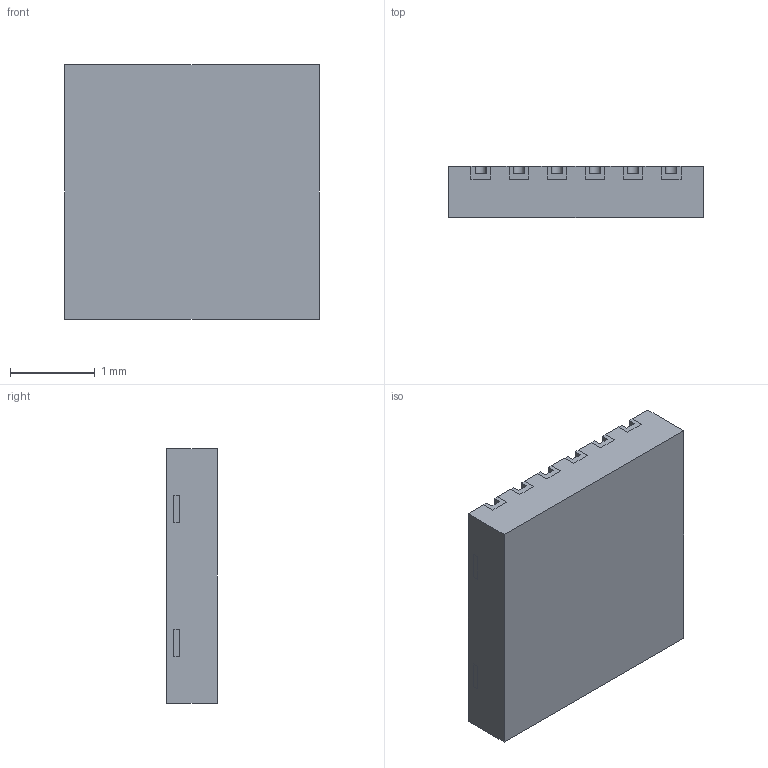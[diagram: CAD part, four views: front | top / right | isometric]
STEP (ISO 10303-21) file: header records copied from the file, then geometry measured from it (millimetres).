
FILE_DESCRIPTION(/* description */ ('Unknown'),/* implementation_level */ '2;1');
FILE_NAME(/* name */ 'SWP-DFN3030-12',/* time_stamp */ '2023-11-23T10:12:56+08:00',/* author */ ('Unknown'),/* organization */ ('Unknown'),/* preprocessor_version */ 'ST-DEVELOPER v18.102',/* originating_system */ 'Solid Edge',/* authorisation */ 'Unknown');
FILE_SCHEMA (('AUTOMOTIVE_DESIGN {1 0 10303 214 3 1 1}'));
Length unit declared in the file: millimetre
Products named in the file (3): SWP-DFN3030-12; Compound; LDF
Assembly tree (2 placements, depth 2):
  SWP-DFN3030-12
    Compound
    LDF
Bounding box: 3 x 0.6 x 3 mm (x, y, z)
Volume: 5.4 mm3; surface area: 50.4 mm2
Topology: 14 solids, 14 shells, 415 faces, 1164 edges, 776 vertices
Faces by surface type: plane 339, cylinder 76
Entity records: 14993 total; most frequent: CARTESIAN_POINT 2358, ORIENTED_EDGE 2328, DIRECTION 2152, EDGE_CURVE 1164, LINE 1012, VECTOR 1012, VERTEX_POINT 776, AXIS2_PLACEMENT_3D 570
